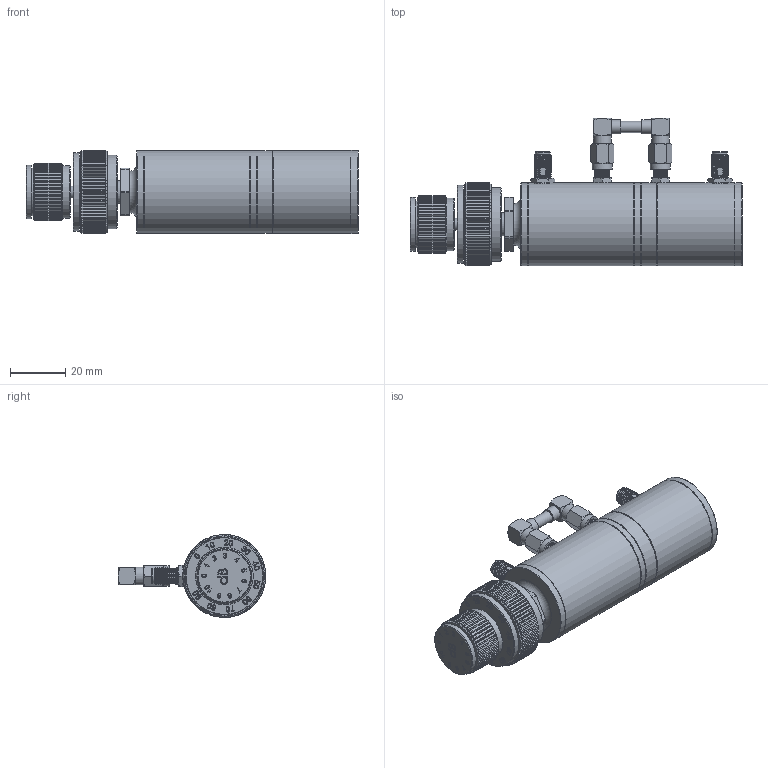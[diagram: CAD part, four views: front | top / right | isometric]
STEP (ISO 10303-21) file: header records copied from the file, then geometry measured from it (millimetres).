
FILE_DESCRIPTION (( 'STEP AP203' ), '1' );
FILE_NAME ('PE70A1034_3D.step', '2022-04-14T21:33:02', ( '' ), ( '' ), 'SwSTEP 2.0', 'SolidWorks 2021', '' );
FILE_SCHEMA (( 'CONFIG_CONTROL_DESIGN' ));
Products named in the file (1): PE70A1034_3D
Bounding box: 120 x 53.4 x 30 mm (x, y, z)
Volume: 75810.9 mm3; surface area: 17419.9 mm2
Topology: 4 solids, 6 shells, 1454 faces, 3434 edges, 2092 vertices
Faces by surface type: plane 537, bspline 367, cone 352, cylinder 195, torus 3
Full cylindrical faces by diameter (mm): 0.94 x2, 1.016 x2, 1.27 x2, 4.064 x1, 4.227 x2, 4.334 x1, 4.572 x2, 5.08 x2, 5.334 x2, 6.35 x2, 7.29 x2, 7.62 x2, 8.233 x1, 17.213 x1, 19.008 x1, 19.442 x1, 25.51 x1, 26.527 x1, 28.234 x1, 29.05 x3, 29.854 x2, 29.967 x4, 30 x2
Entity records: 86782 total; most frequent: CARTESIAN_POINT 57559, ORIENTED_EDGE 6730, DIRECTION 4711, EDGE_CURVE 3365, VERTEX_POINT 2080, AXIS2_PLACEMENT_3D 1794, EDGE_LOOP 1611, FACE_OUTER_BOUND 1497
